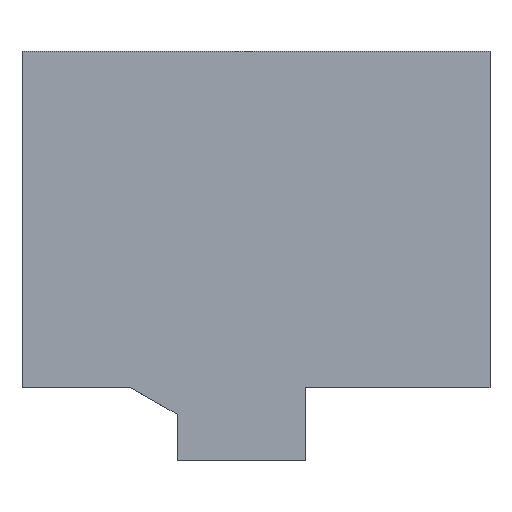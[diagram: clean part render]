
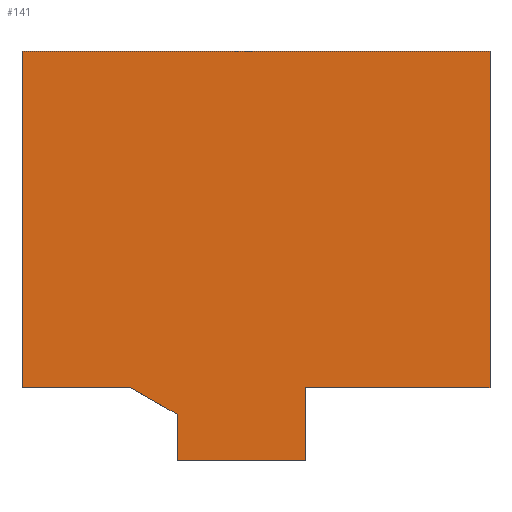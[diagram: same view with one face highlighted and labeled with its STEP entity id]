
A CAD part, top view. The second image highlights one B-rep face of the part: STEP entity #141.
In plain terms, the highlighted planar face has unit normal (0, 0, 1).
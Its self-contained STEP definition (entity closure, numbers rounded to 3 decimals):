
#74=AXIS2_PLACEMENT_3D('Plane Axis2P3D',#71,#72,#73) ;
#36=CARTESIAN_POINT('Line Origine',(8.5,-6.25,2.)) ;
#40=CARTESIAN_POINT('Vertex',(8.5,0.,2.)) ;
#42=CARTESIAN_POINT('Vertex',(8.5,-12.5,2.)) ;
#71=CARTESIAN_POINT('Axis2P3D Location',(0.,0.,2.)) ;
#76=CARTESIAN_POINT('Line Origine',(24.25,0.,2.)) ;
#80=CARTESIAN_POINT('Vertex',(40.,0.,2.)) ;
#83=CARTESIAN_POINT('Line Origine',(40.,28.75,2.)) ;
#87=CARTESIAN_POINT('Vertex',(40.,57.5,2.)) ;
#90=CARTESIAN_POINT('Line Origine',(0.,57.5,2.)) ;
#94=CARTESIAN_POINT('Vertex',(-40.,57.5,2.)) ;
#97=CARTESIAN_POINT('Line Origine',(-40.,28.75,2.)) ;
#101=CARTESIAN_POINT('Vertex',(-40.,0.,2.)) ;
#104=CARTESIAN_POINT('Line Origine',(-30.696,0.,2.)) ;
#108=CARTESIAN_POINT('Vertex',(-21.392,0.,2.)) ;
#111=CARTESIAN_POINT('Line Origine',(-17.446,-2.278,2.)) ;
#115=CARTESIAN_POINT('Vertex',(-13.5,-4.557,2.)) ;
#118=CARTESIAN_POINT('Line Origine',(-13.5,-8.528,2.)) ;
#122=CARTESIAN_POINT('Vertex',(-13.5,-12.5,2.)) ;
#125=CARTESIAN_POINT('Line Origine',(-2.5,-12.5,2.)) ;
#37=DIRECTION('Vector Direction',(0.,1.,0.)) ;
#72=DIRECTION('Axis2P3D Direction',(0.,0.,-1.)) ;
#73=DIRECTION('Axis2P3D XDirection',(-1.,0.,0.)) ;
#77=DIRECTION('Vector Direction',(1.,0.,0.)) ;
#84=DIRECTION('Vector Direction',(0.,1.,0.)) ;
#91=DIRECTION('Vector Direction',(1.,0.,0.)) ;
#98=DIRECTION('Vector Direction',(0.,1.,0.)) ;
#105=DIRECTION('Vector Direction',(1.,0.,0.)) ;
#112=DIRECTION('Vector Direction',(0.866,-0.5,0.)) ;
#119=DIRECTION('Vector Direction',(0.,1.,0.)) ;
#126=DIRECTION('Vector Direction',(1.,0.,0.)) ;
#38=VECTOR('Line Direction',#37,1.) ;
#78=VECTOR('Line Direction',#77,1.) ;
#85=VECTOR('Line Direction',#84,1.) ;
#92=VECTOR('Line Direction',#91,1.) ;
#99=VECTOR('Line Direction',#98,1.) ;
#106=VECTOR('Line Direction',#105,1.) ;
#113=VECTOR('Line Direction',#112,1.) ;
#120=VECTOR('Line Direction',#119,1.) ;
#127=VECTOR('Line Direction',#126,1.) ;
#131=ORIENTED_EDGE('',*,*,#82,.F.) ;
#132=ORIENTED_EDGE('',*,*,#89,.F.) ;
#133=ORIENTED_EDGE('',*,*,#96,.F.) ;
#134=ORIENTED_EDGE('',*,*,#103,.F.) ;
#135=ORIENTED_EDGE('',*,*,#110,.F.) ;
#136=ORIENTED_EDGE('',*,*,#117,.F.) ;
#137=ORIENTED_EDGE('',*,*,#124,.F.) ;
#138=ORIENTED_EDGE('',*,*,#129,.F.) ;
#139=ORIENTED_EDGE('',*,*,#44,.F.) ;
#141=ADVANCED_FACE('Manifold Brep',(#140),#75,.F.) ;
#44=EDGE_CURVE('',#41,#43,#39,.F.) ;
#82=EDGE_CURVE('',#81,#41,#79,.F.) ;
#89=EDGE_CURVE('',#88,#81,#86,.F.) ;
#96=EDGE_CURVE('',#95,#88,#93,.T.) ;
#103=EDGE_CURVE('',#102,#95,#100,.T.) ;
#110=EDGE_CURVE('',#109,#102,#107,.F.) ;
#117=EDGE_CURVE('',#116,#109,#114,.F.) ;
#124=EDGE_CURVE('',#123,#116,#121,.T.) ;
#129=EDGE_CURVE('',#43,#123,#128,.F.) ;
#130=EDGE_LOOP('',(#131,#132,#133,#134,#135,#136,#137,#138,#139)) ;
#140=FACE_OUTER_BOUND('',#130,.T.) ;
#39=LINE('Line',#36,#38) ;
#79=LINE('Line',#76,#78) ;
#86=LINE('Line',#83,#85) ;
#93=LINE('Line',#90,#92) ;
#100=LINE('Line',#97,#99) ;
#107=LINE('Line',#104,#106) ;
#114=LINE('Line',#111,#113) ;
#121=LINE('Line',#118,#120) ;
#128=LINE('Line',#125,#127) ;
#75=PLANE('',#74) ;
#41=VERTEX_POINT('',#40) ;
#43=VERTEX_POINT('',#42) ;
#81=VERTEX_POINT('',#80) ;
#88=VERTEX_POINT('',#87) ;
#95=VERTEX_POINT('',#94) ;
#102=VERTEX_POINT('',#101) ;
#109=VERTEX_POINT('',#108) ;
#116=VERTEX_POINT('',#115) ;
#123=VERTEX_POINT('',#122) ;
